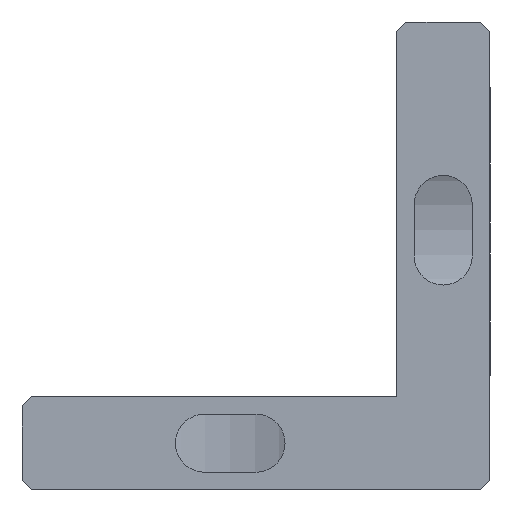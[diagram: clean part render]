
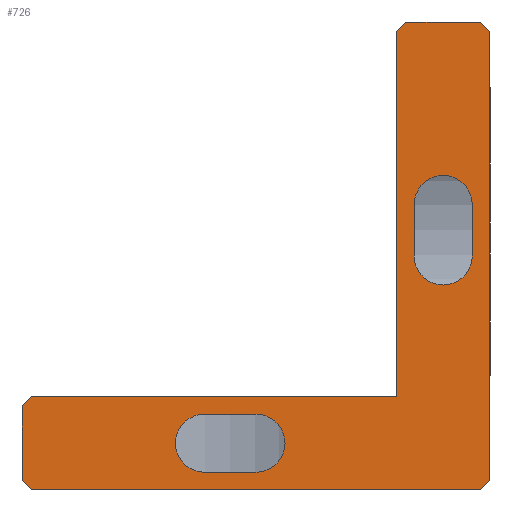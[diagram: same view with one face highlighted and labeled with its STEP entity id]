
A CAD part, front view. The second image highlights one B-rep face of the part: STEP entity #726.
In plain terms, the highlighted planar face has unit normal (0, -1, 0).
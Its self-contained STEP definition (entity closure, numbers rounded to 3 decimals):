
#32=FACE_BOUND('',#111,.T.);
#33=FACE_BOUND('',#112,.T.);
#45=CIRCLE('',#783,3.1);
#46=CIRCLE('',#784,3.1);
#47=CIRCLE('',#785,3.1);
#48=CIRCLE('',#786,3.1);
#70=FACE_OUTER_BOUND('',#110,.T.);
#110=EDGE_LOOP('',(#505,#506,#507,#508,#509,#510,#511,#512,#513,#514,#515));
#111=EDGE_LOOP('',(#516,#517,#518,#519));
#112=EDGE_LOOP('',(#520,#521,#522,#523));
#157=LINE('',#1057,#236);
#161=LINE('',#1065,#240);
#167=LINE('',#1083,#246);
#168=LINE('',#1085,#247);
#169=LINE('',#1087,#248);
#170=LINE('',#1089,#249);
#171=LINE('',#1091,#250);
#172=LINE('',#1093,#251);
#173=LINE('',#1095,#252);
#174=LINE('',#1097,#253);
#175=LINE('',#1098,#254);
#176=LINE('',#1101,#255);
#177=LINE('',#1105,#256);
#178=LINE('',#1109,#257);
#179=LINE('',#1113,#258);
#236=VECTOR('',#846,10.);
#240=VECTOR('',#852,10.);
#246=VECTOR('',#866,10.);
#247=VECTOR('',#867,10.);
#248=VECTOR('',#868,10.);
#249=VECTOR('',#869,10.);
#250=VECTOR('',#870,10.);
#251=VECTOR('',#871,10.);
#252=VECTOR('',#872,10.);
#253=VECTOR('',#873,10.);
#254=VECTOR('',#874,10.);
#255=VECTOR('',#875,10.);
#256=VECTOR('',#878,10.);
#257=VECTOR('',#881,10.);
#258=VECTOR('',#884,10.);
#315=VERTEX_POINT('',#1055);
#316=VERTEX_POINT('',#1056);
#319=VERTEX_POINT('',#1064);
#327=VERTEX_POINT('',#1082);
#328=VERTEX_POINT('',#1084);
#329=VERTEX_POINT('',#1086);
#330=VERTEX_POINT('',#1088);
#331=VERTEX_POINT('',#1090);
#332=VERTEX_POINT('',#1092);
#333=VERTEX_POINT('',#1094);
#334=VERTEX_POINT('',#1096);
#335=VERTEX_POINT('',#1099);
#336=VERTEX_POINT('',#1100);
#337=VERTEX_POINT('',#1102);
#338=VERTEX_POINT('',#1104);
#339=VERTEX_POINT('',#1107);
#340=VERTEX_POINT('',#1108);
#341=VERTEX_POINT('',#1110);
#342=VERTEX_POINT('',#1112);
#386=EDGE_CURVE('',#315,#316,#157,.T.);
#390=EDGE_CURVE('',#319,#316,#161,.T.);
#399=EDGE_CURVE('',#315,#327,#167,.T.);
#400=EDGE_CURVE('',#328,#327,#168,.T.);
#401=EDGE_CURVE('',#328,#329,#169,.T.);
#402=EDGE_CURVE('',#330,#329,#170,.T.);
#403=EDGE_CURVE('',#330,#331,#171,.T.);
#404=EDGE_CURVE('',#332,#331,#172,.T.);
#405=EDGE_CURVE('',#332,#333,#173,.T.);
#406=EDGE_CURVE('',#334,#333,#174,.T.);
#407=EDGE_CURVE('',#334,#319,#175,.T.);
#408=EDGE_CURVE('',#335,#336,#176,.T.);
#409=EDGE_CURVE('',#336,#337,#45,.T.);
#410=EDGE_CURVE('',#337,#338,#177,.T.);
#411=EDGE_CURVE('',#338,#335,#46,.T.);
#412=EDGE_CURVE('',#339,#340,#178,.T.);
#413=EDGE_CURVE('',#340,#341,#47,.T.);
#414=EDGE_CURVE('',#341,#342,#179,.T.);
#415=EDGE_CURVE('',#342,#339,#48,.T.);
#505=ORIENTED_EDGE('',*,*,#386,.F.);
#506=ORIENTED_EDGE('',*,*,#399,.T.);
#507=ORIENTED_EDGE('',*,*,#400,.F.);
#508=ORIENTED_EDGE('',*,*,#401,.T.);
#509=ORIENTED_EDGE('',*,*,#402,.F.);
#510=ORIENTED_EDGE('',*,*,#403,.T.);
#511=ORIENTED_EDGE('',*,*,#404,.F.);
#512=ORIENTED_EDGE('',*,*,#405,.T.);
#513=ORIENTED_EDGE('',*,*,#406,.F.);
#514=ORIENTED_EDGE('',*,*,#407,.T.);
#515=ORIENTED_EDGE('',*,*,#390,.T.);
#516=ORIENTED_EDGE('',*,*,#408,.T.);
#517=ORIENTED_EDGE('',*,*,#409,.T.);
#518=ORIENTED_EDGE('',*,*,#410,.T.);
#519=ORIENTED_EDGE('',*,*,#411,.T.);
#520=ORIENTED_EDGE('',*,*,#412,.T.);
#521=ORIENTED_EDGE('',*,*,#413,.T.);
#522=ORIENTED_EDGE('',*,*,#414,.T.);
#523=ORIENTED_EDGE('',*,*,#415,.T.);
#703=PLANE('',#782);
#726=ADVANCED_FACE('',(#70,#32,#33),#703,.T.);
#782=AXIS2_PLACEMENT_3D('',#1081,#864,#865);
#783=AXIS2_PLACEMENT_3D('',#1103,#876,#877);
#784=AXIS2_PLACEMENT_3D('',#1106,#879,#880);
#785=AXIS2_PLACEMENT_3D('',#1111,#882,#883);
#786=AXIS2_PLACEMENT_3D('',#1114,#885,#886);
#846=DIRECTION('',(0.707,0.,0.707));
#852=DIRECTION('',(-1.,0.,0.));
#864=DIRECTION('center_axis',(0.,-1.,0.));
#865=DIRECTION('ref_axis',(0.,0.,-1.));
#866=DIRECTION('',(0.,0.,-1.));
#867=DIRECTION('',(-0.707,0.,0.707));
#868=DIRECTION('',(1.,0.,0.));
#869=DIRECTION('',(-0.707,0.,-0.707));
#870=DIRECTION('',(0.,0.,1.));
#871=DIRECTION('',(0.707,0.,-0.707));
#872=DIRECTION('',(-1.,0.,0.));
#873=DIRECTION('',(0.707,0.,0.707));
#874=DIRECTION('',(0.,0.,-1.));
#875=DIRECTION('',(-1.,0.,0.));
#876=DIRECTION('center_axis',(0.,1.,0.));
#877=DIRECTION('ref_axis',(0.,0.,1.));
#878=DIRECTION('',(1.,0.,0.));
#879=DIRECTION('center_axis',(0.,1.,0.));
#880=DIRECTION('ref_axis',(0.,0.,-1.));
#881=DIRECTION('',(0.,0.,1.));
#882=DIRECTION('center_axis',(0.,1.,0.));
#883=DIRECTION('ref_axis',(1.,0.,0.));
#884=DIRECTION('',(0.,0.,-1.));
#885=DIRECTION('center_axis',(0.,1.,0.));
#886=DIRECTION('ref_axis',(-1.,0.,0.));
#1055=CARTESIAN_POINT('',(0.,-85.,-41.));
#1056=CARTESIAN_POINT('',(1.,-85.,-40.));
#1057=CARTESIAN_POINT('',(10.5,-85.,-30.5));
#1064=CARTESIAN_POINT('',(40.,-85.,-40.));
#1065=CARTESIAN_POINT('',(40.,-85.,-40.));
#1081=CARTESIAN_POINT('Origin',(45.,-85.,-45.));
#1082=CARTESIAN_POINT('',(0.,-85.,-49.));
#1083=CARTESIAN_POINT('',(0.,-85.,-40.));
#1084=CARTESIAN_POINT('',(1.,-85.,-50.));
#1085=CARTESIAN_POINT('',(10.5,-85.,-59.5));
#1086=CARTESIAN_POINT('',(49.,-85.,-50.));
#1087=CARTESIAN_POINT('',(0.,-85.,-50.));
#1088=CARTESIAN_POINT('',(50.,-85.,-49.));
#1089=CARTESIAN_POINT('',(49.5,-85.,-49.5));
#1090=CARTESIAN_POINT('',(50.,-85.,-1.));
#1091=CARTESIAN_POINT('',(50.,-85.,-50.));
#1092=CARTESIAN_POINT('',(49.,-85.,0.));
#1093=CARTESIAN_POINT('',(59.5,-85.,-10.5));
#1094=CARTESIAN_POINT('',(41.,-85.,0.));
#1095=CARTESIAN_POINT('',(50.,-85.,0.));
#1096=CARTESIAN_POINT('',(40.,-85.,-1.));
#1097=CARTESIAN_POINT('',(30.5,-85.,-10.5));
#1098=CARTESIAN_POINT('',(40.,-85.,-40.));
#1099=CARTESIAN_POINT('',(25.,-85.,-48.1));
#1100=CARTESIAN_POINT('',(19.5,-85.,-48.1));
#1101=CARTESIAN_POINT('',(35.,-85.,-48.1));
#1102=CARTESIAN_POINT('',(19.5,-85.,-41.9));
#1103=CARTESIAN_POINT('Origin',(19.5,-85.,-45.));
#1104=CARTESIAN_POINT('',(25.,-85.,-41.9));
#1105=CARTESIAN_POINT('',(32.25,-85.,-41.9));
#1106=CARTESIAN_POINT('Origin',(25.,-85.,-45.));
#1107=CARTESIAN_POINT('',(41.9,-85.,-25.));
#1108=CARTESIAN_POINT('',(41.9,-85.,-19.5));
#1109=CARTESIAN_POINT('',(41.9,-85.,-35.));
#1110=CARTESIAN_POINT('',(48.1,-85.,-19.5));
#1111=CARTESIAN_POINT('Origin',(45.,-85.,-19.5));
#1112=CARTESIAN_POINT('',(48.1,-85.,-25.));
#1113=CARTESIAN_POINT('',(48.1,-85.,-32.25));
#1114=CARTESIAN_POINT('Origin',(45.,-85.,-25.));
